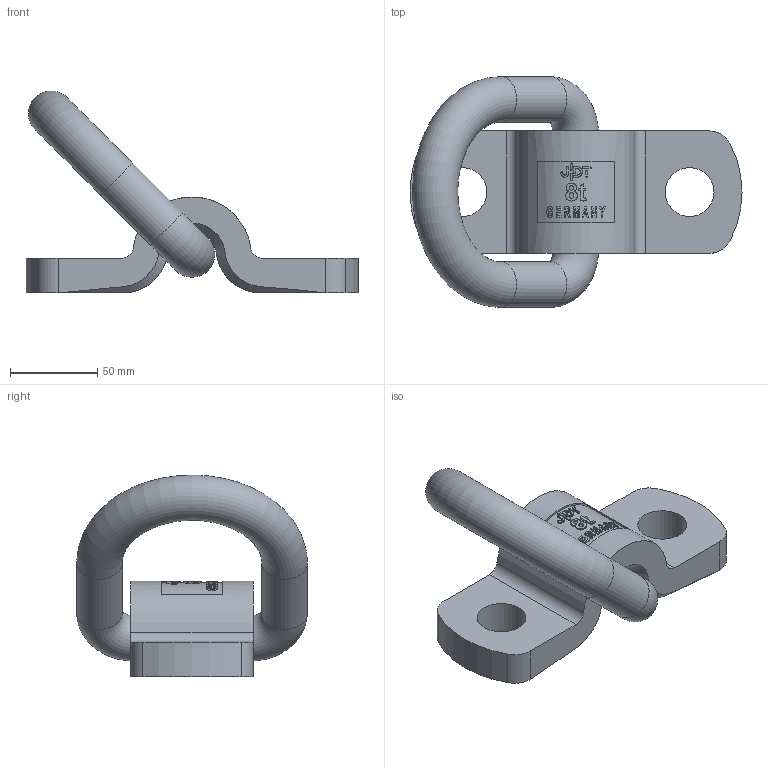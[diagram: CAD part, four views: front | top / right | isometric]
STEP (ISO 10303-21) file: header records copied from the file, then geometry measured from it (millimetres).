
FILE_DESCRIPTION(/* description */ (''),/* implementation_level */ '2;1');
FILE_NAME(/* name */ 'TAPG 8 45°.stp',/* time_stamp */ '2022-05-19T10:53:57+02:00',/* author */ (''),/* organization */ (''),/* preprocessor_version */ 'ST-DEVELOPER v16',/* originating_system */ 'SIEMENS PLM Software NX 11.0',/* authorisation */ '');
FILE_SCHEMA (('AUTOMOTIVE_DESIGN { 1 0 10303 214 3 1 1 1 }'));
Length unit declared in the file: millimetre
Products named in the file (1): CAD0056386_001_TAPG 8
Bounding box: 190 x 132 x 115.56 mm (x, y, z)
Volume: 477091.3 mm3; surface area: 73196.4 mm2
Topology: 2 solids, 2 shells, 201 faces, 529 edges, 350 vertices
Faces by surface type: plane 105, cylinder 54, extrusion 37, torus 3, bspline 2
Full cylindrical faces by diameter (mm): 26 x3, 28 x2
Entity records: 8423 total; most frequent: CARTESIAN_POINT 3549, ORIENTED_EDGE 1038, DIRECTION 908, EDGE_CURVE 519, VERTEX_POINT 348, AXIS2_PLACEMENT_3D 309, VECTOR 290, LINE 253
